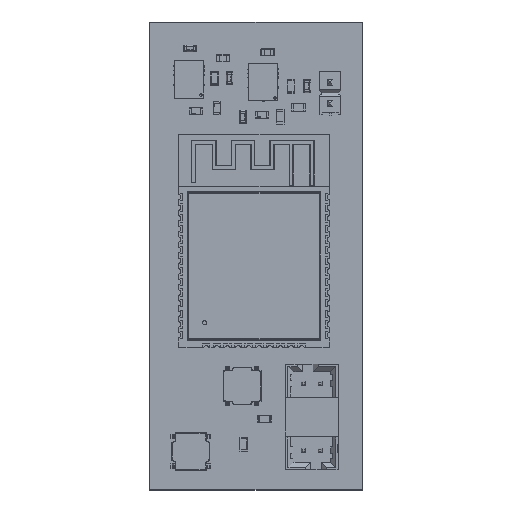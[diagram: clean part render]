
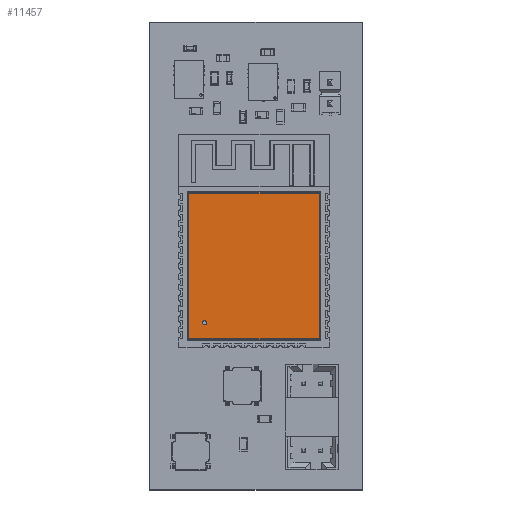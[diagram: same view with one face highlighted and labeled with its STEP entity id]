
A CAD part, top view. The second image highlights one B-rep face of the part: STEP entity #11457.
In plain terms, the highlighted face is planar.
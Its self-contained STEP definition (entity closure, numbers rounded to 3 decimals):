
#11080 = VERTEX_POINT('',#11081);
#11081 = CARTESIAN_POINT('',(-5.65,3.25,9.795));
#11087 = EDGE_CURVE('',#11088,#11080,#11090,.T.);
#11088 = VERTEX_POINT('',#11089);
#11089 = CARTESIAN_POINT('',(-6.15,3.25,9.795));
#11090 = CIRCLE('',#11091,0.25);
#11091 = AXIS2_PLACEMENT_3D('',#11092,#11093,#11094);
#11092 = CARTESIAN_POINT('',(-5.9,3.25,9.795));
#11093 = DIRECTION('',(0.,1.,0.));
#11094 = DIRECTION('',(1.,-0.,0.));
#11457 = ADVANCED_FACE('',(#11458,#11492),#11502,.T.);
#11458 = FACE_BOUND('',#11459,.T.);
#11459 = EDGE_LOOP('',(#11460,#11470,#11478,#11486));
#11460 = ORIENTED_EDGE('',*,*,#11461,.T.);
#11461 = EDGE_CURVE('',#11462,#11464,#11466,.T.);
#11462 = VERTEX_POINT('',#11463);
#11463 = CARTESIAN_POINT('',(-7.8,3.25,11.695));
#11464 = VERTEX_POINT('',#11465);
#11465 = CARTESIAN_POINT('',(7.8,3.25,11.695));
#11466 = LINE('',#11467,#11468);
#11467 = CARTESIAN_POINT('',(7.9,3.25,11.695));
#11468 = VECTOR('',#11469,1.);
#11469 = DIRECTION('',(1.,0.,0.));
#11470 = ORIENTED_EDGE('',*,*,#11471,.T.);
#11471 = EDGE_CURVE('',#11464,#11472,#11474,.T.);
#11472 = VERTEX_POINT('',#11473);
#11473 = CARTESIAN_POINT('',(7.8,3.25,-5.705));
#11474 = LINE('',#11475,#11476);
#11475 = CARTESIAN_POINT('',(7.8,3.25,-5.805));
#11476 = VECTOR('',#11477,1.);
#11477 = DIRECTION('',(0.,0.,-1.));
#11478 = ORIENTED_EDGE('',*,*,#11479,.T.);
#11479 = EDGE_CURVE('',#11472,#11480,#11482,.T.);
#11480 = VERTEX_POINT('',#11481);
#11481 = CARTESIAN_POINT('',(-7.8,3.25,-5.705));
#11482 = LINE('',#11483,#11484);
#11483 = CARTESIAN_POINT('',(-7.9,3.25,-5.705));
#11484 = VECTOR('',#11485,1.);
#11485 = DIRECTION('',(-1.,0.,0.));
#11486 = ORIENTED_EDGE('',*,*,#11487,.T.);
#11487 = EDGE_CURVE('',#11480,#11462,#11488,.T.);
#11488 = LINE('',#11489,#11490);
#11489 = CARTESIAN_POINT('',(-7.8,3.25,11.795));
#11490 = VECTOR('',#11491,1.);
#11491 = DIRECTION('',(0.,0.,1.));
#11492 = FACE_BOUND('',#11493,.T.);
#11493 = EDGE_LOOP('',(#11494,#11501));
#11494 = ORIENTED_EDGE('',*,*,#11495,.F.);
#11495 = EDGE_CURVE('',#11080,#11088,#11496,.T.);
#11496 = CIRCLE('',#11497,0.25);
#11497 = AXIS2_PLACEMENT_3D('',#11498,#11499,#11500);
#11498 = CARTESIAN_POINT('',(-5.9,3.25,9.795));
#11499 = DIRECTION('',(0.,1.,0.));
#11500 = DIRECTION('',(1.,-0.,0.));
#11501 = ORIENTED_EDGE('',*,*,#11087,.F.);
#11502 = PLANE('',#11503);
#11503 = AXIS2_PLACEMENT_3D('',#11504,#11505,#11506);
#11504 = CARTESIAN_POINT('',(0.,3.25,0.));
#11505 = DIRECTION('',(-0.,1.,0.));
#11506 = DIRECTION('',(1.,0.,0.));
